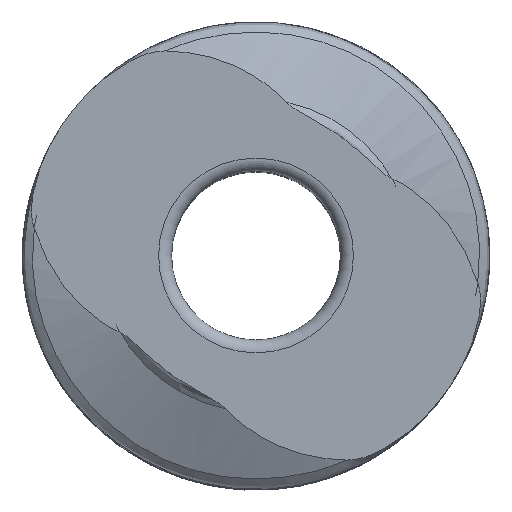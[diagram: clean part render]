
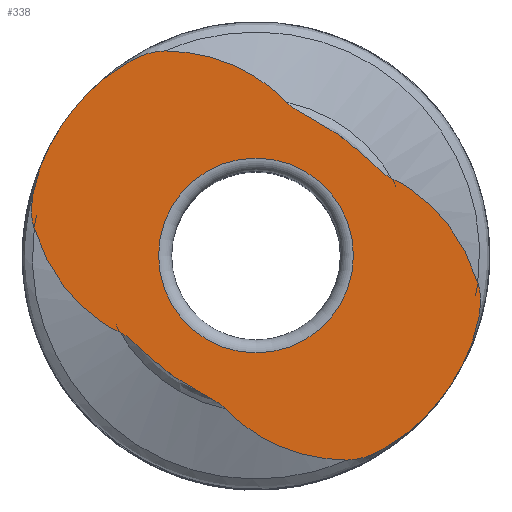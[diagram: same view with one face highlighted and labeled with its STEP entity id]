
A CAD part, top view. The second image highlights one B-rep face of the part: STEP entity #338.
In plain terms, the highlighted planar face has unit normal (0, 0, 1).
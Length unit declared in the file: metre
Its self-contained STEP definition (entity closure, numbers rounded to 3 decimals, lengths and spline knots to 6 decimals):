
#15=PLANE('',#377);
#16=CIRCLE('',#364,0.0027);
#19=CIRCLE('',#368,0.001688);
#21=CIRCLE('',#371,0.0027);
#23=CIRCLE('',#374,0.001688);
#25=CIRCLE('',#378,0.001125);
#82=ORIENTED_EDGE('',*,*,#178,.T.);
#83=ORIENTED_EDGE('',*,*,#143,.T.);
#84=ORIENTED_EDGE('',*,*,#179,.T.);
#85=ORIENTED_EDGE('',*,*,#145,.T.);
#86=ORIENTED_EDGE('',*,*,#180,.T.);
#87=ORIENTED_EDGE('',*,*,#137,.T.);
#88=ORIENTED_EDGE('',*,*,#181,.T.);
#89=ORIENTED_EDGE('',*,*,#151,.F.);
#90=ORIENTED_EDGE('',*,*,#182,.T.);
#91=ORIENTED_EDGE('',*,*,#159,.T.);
#92=ORIENTED_EDGE('',*,*,#183,.T.);
#93=ORIENTED_EDGE('',*,*,#163,.T.);
#94=ORIENTED_EDGE('',*,*,#184,.T.);
#95=ORIENTED_EDGE('',*,*,#153,.T.);
#96=ORIENTED_EDGE('',*,*,#185,.T.);
#97=ORIENTED_EDGE('',*,*,#167,.F.);
#98=ORIENTED_EDGE('',*,*,#186,.T.);
#137=EDGE_CURVE('',#189,#190,#225,.T.);
#143=EDGE_CURVE('',#196,#195,#231,.T.);
#145=EDGE_CURVE('',#197,#198,#16,.F.);
#151=EDGE_CURVE('',#203,#204,#19,.T.);
#153=EDGE_CURVE('',#205,#206,#237,.T.);
#159=EDGE_CURVE('',#212,#211,#243,.T.);
#163=EDGE_CURVE('',#216,#215,#21,.F.);
#167=EDGE_CURVE('',#219,#220,#23,.T.);
#178=EDGE_CURVE('',#222,#222,#25,.T.);
#179=EDGE_CURVE('',#195,#197,#257,.T.);
#180=EDGE_CURVE('',#198,#189,#258,.T.);
#181=EDGE_CURVE('',#190,#204,#259,.T.);
#182=EDGE_CURVE('',#203,#212,#260,.T.);
#183=EDGE_CURVE('',#211,#216,#261,.T.);
#184=EDGE_CURVE('',#215,#205,#262,.T.);
#185=EDGE_CURVE('',#206,#220,#263,.T.);
#186=EDGE_CURVE('',#219,#196,#264,.T.);
#189=VERTEX_POINT('',#495);
#190=VERTEX_POINT('',#496);
#195=VERTEX_POINT('',#632);
#196=VERTEX_POINT('',#637);
#197=VERTEX_POINT('',#659);
#198=VERTEX_POINT('',#660);
#203=VERTEX_POINT('',#751);
#204=VERTEX_POINT('',#753);
#205=VERTEX_POINT('',#841);
#206=VERTEX_POINT('',#842);
#211=VERTEX_POINT('',#978);
#212=VERTEX_POINT('',#983);
#215=VERTEX_POINT('',#1038);
#216=VERTEX_POINT('',#1040);
#219=VERTEX_POINT('',#1097);
#220=VERTEX_POINT('',#1099);
#222=VERTEX_POINT('',#1166);
#225=B_SPLINE_CURVE_WITH_KNOTS('',3,(#491,#492,#493,#494),.UNSPECIFIED.,
 .F.,.F.,(4,4),(0.,0.001598),.UNSPECIFIED.);
#231=B_SPLINE_CURVE_WITH_KNOTS('',3,(#633,#634,#635,#636),.UNSPECIFIED.,
 .F.,.F.,(4,4),(0.,0.001557),.UNSPECIFIED.);
#237=B_SPLINE_CURVE_WITH_KNOTS('',3,(#837,#838,#839,#840),.UNSPECIFIED.,
 .F.,.F.,(4,4),(0.,0.001598),.UNSPECIFIED.);
#243=B_SPLINE_CURVE_WITH_KNOTS('',3,(#979,#980,#981,#982),.UNSPECIFIED.,
 .F.,.F.,(4,4),(0.,0.001557),.UNSPECIFIED.);
#257=B_SPLINE_CURVE_WITH_KNOTS('',3,(#1167,#1168,#1169,#1170,#1171),
 .UNSPECIFIED.,.F.,.F.,(4,1,4),(0.,0.000524,
0.001048),.UNSPECIFIED.);
#258=B_SPLINE_CURVE_WITH_KNOTS('',3,(#1172,#1173,#1174,#1175,#1176),
 .UNSPECIFIED.,.F.,.F.,(4,1,4),(0.,0.000494,
0.000988),.UNSPECIFIED.);
#259=B_SPLINE_CURVE_WITH_KNOTS('',3,(#1177,#1178,#1179,#1180,#1181),
 .UNSPECIFIED.,.F.,.F.,(4,1,4),(0.,0.000324,
0.000647),.UNSPECIFIED.);
#260=B_SPLINE_CURVE_WITH_KNOTS('',3,(#1182,#1183,#1184,#1185,#1186),
 .UNSPECIFIED.,.F.,.F.,(4,1,4),(0.,0.000342,
0.000685),.UNSPECIFIED.);
#261=B_SPLINE_CURVE_WITH_KNOTS('',3,(#1187,#1188,#1189,#1190,#1191),
 .UNSPECIFIED.,.F.,.F.,(4,1,4),(0.,0.000524,
0.001048),.UNSPECIFIED.);
#262=B_SPLINE_CURVE_WITH_KNOTS('',3,(#1192,#1193,#1194,#1195,#1196),
 .UNSPECIFIED.,.F.,.F.,(4,1,4),(0.,0.000494,0.000988),
 .UNSPECIFIED.);
#263=B_SPLINE_CURVE_WITH_KNOTS('',3,(#1197,#1198,#1199,#1200,#1201),
 .UNSPECIFIED.,.F.,.F.,(4,1,4),(0.,0.000324,
0.000647),.UNSPECIFIED.);
#264=B_SPLINE_CURVE_WITH_KNOTS('',3,(#1202,#1203,#1204,#1205,#1206),
 .UNSPECIFIED.,.F.,.F.,(4,1,4),(0.,0.000342,
0.000685),.UNSPECIFIED.);
#275=EDGE_LOOP('',(#82));
#276=EDGE_LOOP('',(#83,#84,#85,#86,#87,#88,#89,#90,#91,#92,#93,#94,#95,
#96,#97,#98));
#301=FACE_BOUND('',#275,.T.);
#302=FACE_BOUND('',#276,.T.);
#338=ADVANCED_FACE('',(#301,#302),#15,.F.);
#364=AXIS2_PLACEMENT_3D('',#658,#388,#389);
#368=AXIS2_PLACEMENT_3D('',#752,#396,#397);
#371=AXIS2_PLACEMENT_3D('',#1039,#402,#403);
#374=AXIS2_PLACEMENT_3D('',#1098,#408,#409);
#377=AXIS2_PLACEMENT_3D('',#1164,#414,#415);
#378=AXIS2_PLACEMENT_3D('',#1165,#416,#417);
#388=DIRECTION('',(0.,0.,-1.));
#389=DIRECTION('',(-1.,0.,0.));
#396=DIRECTION('',(0.,0.,-1.));
#397=DIRECTION('',(-1.,0.,0.));
#402=DIRECTION('',(0.,0.,-1.));
#403=DIRECTION('',(-1.,0.,0.));
#408=DIRECTION('',(0.,0.,-1.));
#409=DIRECTION('',(-1.,0.,0.));
#414=DIRECTION('',(0.,0.,-1.));
#415=DIRECTION('',(-1.,0.,0.));
#416=DIRECTION('',(0.,0.,-1.));
#417=DIRECTION('',(-1.,0.,0.));
#491=CARTESIAN_POINT('',(0.002564,-0.00032,0.00325));
#492=CARTESIAN_POINT('',(0.0024,0.000194,0.00325));
#493=CARTESIAN_POINT('',(0.002064,0.00066,0.00325));
#494=CARTESIAN_POINT('',(0.00157,0.000888,0.00325));
#495=CARTESIAN_POINT('',(0.002564,-0.00032,0.00325));
#496=CARTESIAN_POINT('',(0.00157,0.000888,0.00325));
#632=CARTESIAN_POINT('',(0.001046,-0.002363,0.00325));
#633=CARTESIAN_POINT('',(-0.000357,-0.001768,0.00325));
#634=CARTESIAN_POINT('',(0.000005,-0.00215,0.00325));
#635=CARTESIAN_POINT('',(0.000521,-0.002356,0.00325));
#636=CARTESIAN_POINT('',(0.001046,-0.002363,0.00325));
#637=CARTESIAN_POINT('',(-0.000357,-0.001768,0.00325));
#658=CARTESIAN_POINT('',(0.,0.,0.00325));
#659=CARTESIAN_POINT('',(0.001946,-0.001872,0.00325));
#660=CARTESIAN_POINT('',(0.002382,-0.001272,0.00325));
#751=CARTESIAN_POINT('',(0.000936,0.001404,0.00325));
#752=CARTESIAN_POINT('',(0.,0.,0.00325));
#753=CARTESIAN_POINT('',(0.001072,0.001303,0.00325));
#837=CARTESIAN_POINT('',(-0.002564,0.00032,0.00325));
#838=CARTESIAN_POINT('',(-0.0024,-0.000194,0.00325));
#839=CARTESIAN_POINT('',(-0.002064,-0.00066,0.00325));
#840=CARTESIAN_POINT('',(-0.00157,-0.000888,0.00325));
#841=CARTESIAN_POINT('',(-0.002564,0.00032,0.00325));
#842=CARTESIAN_POINT('',(-0.00157,-0.000888,0.00325));
#978=CARTESIAN_POINT('',(-0.001046,0.002363,0.00325));
#979=CARTESIAN_POINT('',(0.000357,0.001768,0.00325));
#980=CARTESIAN_POINT('',(-0.000005,0.00215,0.00325));
#981=CARTESIAN_POINT('',(-0.000521,0.002356,0.00325));
#982=CARTESIAN_POINT('',(-0.001046,0.002363,0.00325));
#983=CARTESIAN_POINT('',(0.000357,0.001768,0.00325));
#1038=CARTESIAN_POINT('',(-0.002382,0.001272,0.00325));
#1039=CARTESIAN_POINT('',(0.,0.,0.00325));
#1040=CARTESIAN_POINT('',(-0.001946,0.001872,0.00325));
#1097=CARTESIAN_POINT('',(-0.000936,-0.001404,0.00325));
#1098=CARTESIAN_POINT('',(0.,0.,0.00325));
#1099=CARTESIAN_POINT('',(-0.001072,-0.001303,0.00325));
#1164=CARTESIAN_POINT('',(0.,0.0027,0.00325));
#1165=CARTESIAN_POINT('',(0.,0.,0.00325));
#1166=CARTESIAN_POINT('',(-0.001125,0.,0.00325));
#1167=CARTESIAN_POINT('',(0.001046,-0.002363,0.00325));
#1168=CARTESIAN_POINT('',(0.001223,-0.002365,0.00325));
#1169=CARTESIAN_POINT('',(0.001547,-0.002207,0.00325));
#1170=CARTESIAN_POINT('',(0.001824,-0.001998,0.00325));
#1171=CARTESIAN_POINT('',(0.001946,-0.001872,0.00325));
#1172=CARTESIAN_POINT('',(0.002382,-0.001272,0.00325));
#1173=CARTESIAN_POINT('',(0.00246,-0.001126,0.00325));
#1174=CARTESIAN_POINT('',(0.002569,-0.000816,0.00325));
#1175=CARTESIAN_POINT('',(0.002615,-0.00048,0.00325));
#1176=CARTESIAN_POINT('',(0.002564,-0.00032,0.00325));
#1177=CARTESIAN_POINT('',(0.00157,0.000888,0.00325));
#1178=CARTESIAN_POINT('',(0.00147,0.000934,0.00325));
#1179=CARTESIAN_POINT('',(0.001321,0.001095,0.00325));
#1180=CARTESIAN_POINT('',(0.001156,0.001235,0.00325));
#1181=CARTESIAN_POINT('',(0.001072,0.001303,0.00325));
#1182=CARTESIAN_POINT('',(0.000936,0.001404,0.00325));
#1183=CARTESIAN_POINT('',(0.000841,0.001467,0.00325));
#1184=CARTESIAN_POINT('',(0.000648,0.001589,0.00325));
#1185=CARTESIAN_POINT('',(0.000438,0.001683,0.00325));
#1186=CARTESIAN_POINT('',(0.000357,0.001768,0.00325));
#1187=CARTESIAN_POINT('',(-0.001046,0.002363,0.00325));
#1188=CARTESIAN_POINT('',(-0.001223,0.002365,0.00325));
#1189=CARTESIAN_POINT('',(-0.001547,0.002207,0.00325));
#1190=CARTESIAN_POINT('',(-0.001824,0.001998,0.00325));
#1191=CARTESIAN_POINT('',(-0.001946,0.001872,0.00325));
#1192=CARTESIAN_POINT('',(-0.002382,0.001272,0.00325));
#1193=CARTESIAN_POINT('',(-0.00246,0.001126,0.00325));
#1194=CARTESIAN_POINT('',(-0.002569,0.000816,0.00325));
#1195=CARTESIAN_POINT('',(-0.002615,0.00048,0.00325));
#1196=CARTESIAN_POINT('',(-0.002564,0.00032,0.00325));
#1197=CARTESIAN_POINT('',(-0.00157,-0.000888,0.00325));
#1198=CARTESIAN_POINT('',(-0.00147,-0.000934,0.00325));
#1199=CARTESIAN_POINT('',(-0.001321,-0.001095,0.00325));
#1200=CARTESIAN_POINT('',(-0.001156,-0.001235,0.00325));
#1201=CARTESIAN_POINT('',(-0.001072,-0.001303,0.00325));
#1202=CARTESIAN_POINT('',(-0.000936,-0.001404,0.00325));
#1203=CARTESIAN_POINT('',(-0.000841,-0.001467,0.00325));
#1204=CARTESIAN_POINT('',(-0.000648,-0.001589,0.00325));
#1205=CARTESIAN_POINT('',(-0.000438,-0.001683,0.00325));
#1206=CARTESIAN_POINT('',(-0.000357,-0.001768,0.00325));
